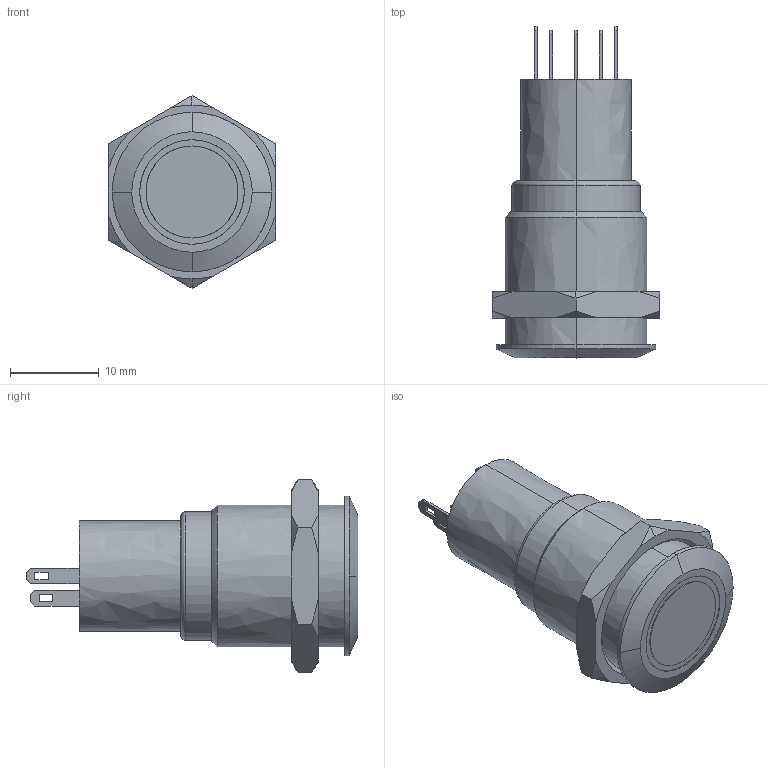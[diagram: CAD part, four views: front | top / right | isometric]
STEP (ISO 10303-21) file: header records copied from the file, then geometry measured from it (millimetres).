
FILE_DESCRIPTION(/* description */ (''),/* implementation_level */ '2;1');
FILE_NAME(/* name */ '1B1703~N',/* time_stamp */ '2021-05-28T19:20:24+09:00',/* author */ (''),/* organization */ (''),/* preprocessor_version */ 'ST-DEVELOPER v16.5',/* originating_system */ '',/* authorisation */ '');
FILE_SCHEMA (('CONFIG_CONTROL_DESIGN'));
Length unit declared in the file: millimetre
Products named in the file (3): Document; 1001012-1001019-2; 1001012-1001019
Assembly tree (2 placements, depth 2):
  Document
    1001012-1001019-2
    1001012-1001019
Bounding box: 18.88 x 37.5 x 21.8 mm (x, y, z)
Volume: 5643.3 mm3; surface area: 2526.9 mm2
Topology: 7 solids, 7 shells, 120 faces, 288 edges, 183 vertices
Faces by surface type: bspline 120
Entity records: 8024 total; most frequent: CARTESIAN_POINT 4064, B_SPLINE_CURVE_WITH_KNOTS 734, ORIENTED_EDGE 572, PCURVE 572, DEFINITIONAL_REPRESENTATION 572, SURFACE_CURVE 286, EDGE_CURVE 286, VERTEX_POINT 183
